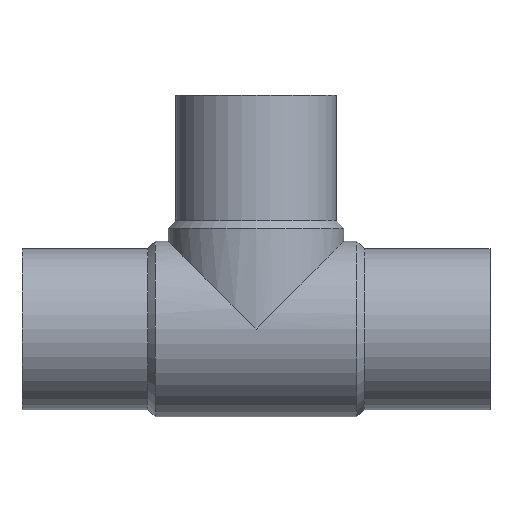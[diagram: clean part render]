
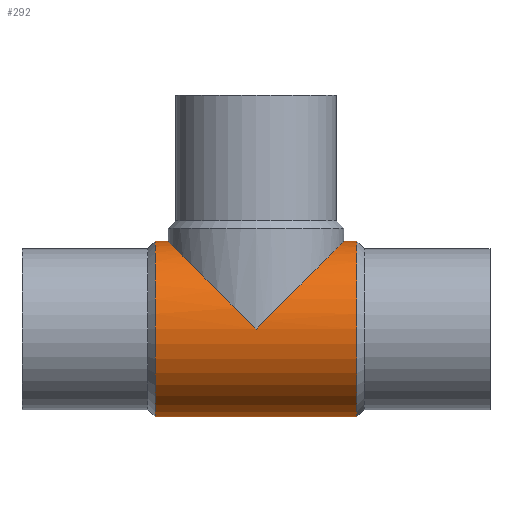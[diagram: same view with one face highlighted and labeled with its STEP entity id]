
A CAD part, top view. The second image highlights one B-rep face of the part: STEP entity #292.
In plain terms, the highlighted cylindrical face has radius 60 mm (diameter 120 mm), a partial arc.
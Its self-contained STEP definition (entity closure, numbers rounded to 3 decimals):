
#166 = VERTEX_POINT( '', #409 );
#186 = EDGE_CURVE( '', #300, #238, #432, .T. );
#198 = EDGE_CURVE( '', #238, #340, #444, .T. );
#206 = EDGE_CURVE( '', #340, #212, #453, .T. );
#212 = VERTEX_POINT( '', #459 );
#218 = EDGE_CURVE( '', #166, #278, #465, .T. );
#238 = VERTEX_POINT( '', #487 );
#258 = EDGE_CURVE( '', #298, #300, #509, .T. );
#274 = EDGE_CURVE( '', #298, #278, #525, .T. );
#278 = VERTEX_POINT( '', #529 );
#280 = EDGE_CURVE( '', #212, #166, #531, .T. );
#292 = ADVANCED_FACE( '', ( #546 ), #547, .T. );
#298 = VERTEX_POINT( '', #553 );
#300 = VERTEX_POINT( '', #555 );
#340 = VERTEX_POINT( '', #604 );
#409 = CARTESIAN_POINT( '', ( -220., 60., 0. ) );
#432 = CIRCLE( '', #708, 60. );
#444 = LINE( '', #726, #727 );
#453 = ELLIPSE( '', #738, 84.853, 60. );
#459 = CARTESIAN_POINT( '', ( -160., 0., 60. ) );
#465 = LINE( '', #754, #755 );
#487 = CARTESIAN_POINT( '', ( -91., 60., 0. ) );
#509 = LINE( '', #812, #813 );
#525 = CIRCLE( '', #834, 60. );
#529 = CARTESIAN_POINT( '', ( -229., 60., 0. ) );
#531 = ELLIPSE( '', #842, 84.853, 60. );
#546 = FACE_OUTER_BOUND( '', #859, .T. );
#547 = CYLINDRICAL_SURFACE( '', #860, 60. );
#553 = CARTESIAN_POINT( '', ( -229., -60., 0. ) );
#555 = CARTESIAN_POINT( '', ( -91., -60., 0. ) );
#604 = CARTESIAN_POINT( '', ( -100., 60., 0. ) );
#708 = AXIS2_PLACEMENT_3D( '', #1025, #1026, #1027 );
#726 = CARTESIAN_POINT( '', ( -160., 60., 0. ) );
#727 = VECTOR( '', #1038, 1. );
#738 = AXIS2_PLACEMENT_3D( '', #1050, #1051, #1052 );
#754 = CARTESIAN_POINT( '', ( -160., 60., 0. ) );
#755 = VECTOR( '', #1057, 1. );
#812 = CARTESIAN_POINT( '', ( -160., -60., 0. ) );
#813 = VECTOR( '', #1112, 1. );
#834 = AXIS2_PLACEMENT_3D( '', #1120, #1121, #1122 );
#842 = AXIS2_PLACEMENT_3D( '', #1126, #1127, #1128 );
#859 = EDGE_LOOP( '', ( #1156, #1157, #1158, #1159, #1160, #1161, #1162 ) );
#860 = AXIS2_PLACEMENT_3D( '', #1163, #1164, #1165 );
#1025 = CARTESIAN_POINT( '', ( -91., 0., 0. ) );
#1026 = DIRECTION( '', ( -1., 0., 0. ) );
#1027 = DIRECTION( '', ( 0., 1., 0. ) );
#1038 = DIRECTION( '', ( -1., 0., 0. ) );
#1050 = CARTESIAN_POINT( '', ( -160., 0., 0. ) );
#1051 = DIRECTION( '', ( 0.707, -0.707, 0. ) );
#1052 = DIRECTION( '', ( 0.707, 0.707, 0. ) );
#1057 = DIRECTION( '', ( -1., 0., 0. ) );
#1112 = DIRECTION( '', ( 1., 0., 0. ) );
#1120 = CARTESIAN_POINT( '', ( -229., 0., 0. ) );
#1121 = DIRECTION( '', ( -1., 0., 0. ) );
#1122 = DIRECTION( '', ( 0., 1., 0. ) );
#1126 = CARTESIAN_POINT( '', ( -160., 0., 0. ) );
#1127 = DIRECTION( '', ( -0.707, -0.707, 0. ) );
#1128 = DIRECTION( '', ( 0.707, -0.707, 0. ) );
#1156 = ORIENTED_EDGE( '', *, *, #198, .T. );
#1157 = ORIENTED_EDGE( '', *, *, #206, .T. );
#1158 = ORIENTED_EDGE( '', *, *, #280, .T. );
#1159 = ORIENTED_EDGE( '', *, *, #218, .T. );
#1160 = ORIENTED_EDGE( '', *, *, #274, .F. );
#1161 = ORIENTED_EDGE( '', *, *, #258, .T. );
#1162 = ORIENTED_EDGE( '', *, *, #186, .T. );
#1163 = CARTESIAN_POINT( '', ( -160., 0., 0. ) );
#1164 = DIRECTION( '', ( 1., 0., 0. ) );
#1165 = DIRECTION( '', ( 0., 1., 0. ) );
